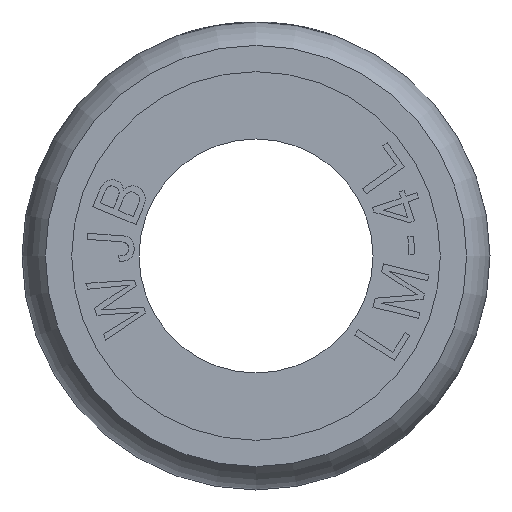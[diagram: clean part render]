
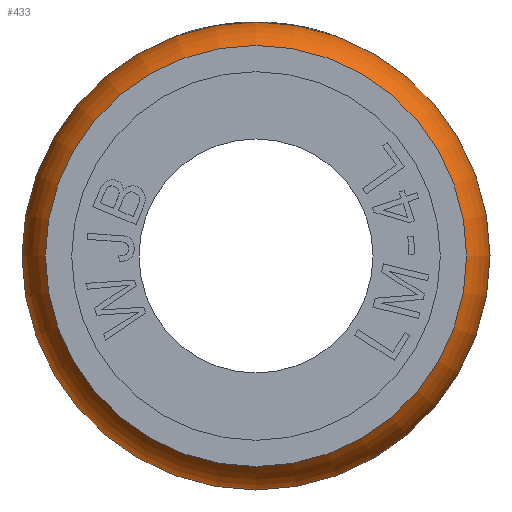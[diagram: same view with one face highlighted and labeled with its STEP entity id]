
A CAD part, left-side view. The second image highlights one B-rep face of the part: STEP entity #433.
In plain terms, the highlighted toroidal (fillet/blend) face has major radius 2.5 mm and minor radius 1.5 mm.
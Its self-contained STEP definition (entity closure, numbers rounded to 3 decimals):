
#394=TOROIDAL_SURFACE('',#4856,2.5,1.5);
#433=ADVANCED_FACE('',(#970,#971),#394,.T.);
#891=CIRCLE('',#4833,4.);
#903=CIRCLE('',#4849,3.6);
#970=FACE_BOUND('',#1029,.T.);
#971=FACE_BOUND('',#1030,.T.);
#1029=EDGE_LOOP('',(#1778));
#1030=EDGE_LOOP('',(#1779));
#1778=ORIENTED_EDGE('',*,*,#3539,.F.);
#1779=ORIENTED_EDGE('',*,*,#3505,.F.);
#3057=VERTEX_POINT('',#6697);
#3091=VERTEX_POINT('',#6878);
#3505=EDGE_CURVE('',#3057,#3057,#891,.T.);
#3539=EDGE_CURVE('',#3091,#3091,#903,.T.);
#4833=AXIS2_PLACEMENT_3D('',#6696,#5248,#5249);
#4849=AXIS2_PLACEMENT_3D('',#6877,#5292,#5293);
#4856=AXIS2_PLACEMENT_3D('',#6887,#5306,#5307);
#5248=DIRECTION('',(1.,0.,0.));
#5249=DIRECTION('',(0.,0.,1.));
#5292=DIRECTION('',(-1.,0.,0.));
#5293=DIRECTION('',(0.,0.,1.));
#5306=DIRECTION('',(-1.,0.,0.));
#5307=DIRECTION('',(0.,0.,1.));
#6696=CARTESIAN_POINT('',(1.02,0.,0.));
#6697=CARTESIAN_POINT('',(1.02,0.,4.));
#6877=CARTESIAN_POINT('',(0.,0.,0.));
#6878=CARTESIAN_POINT('',(0.,0.,3.6));
#6887=CARTESIAN_POINT('',(1.02,0.,0.));
